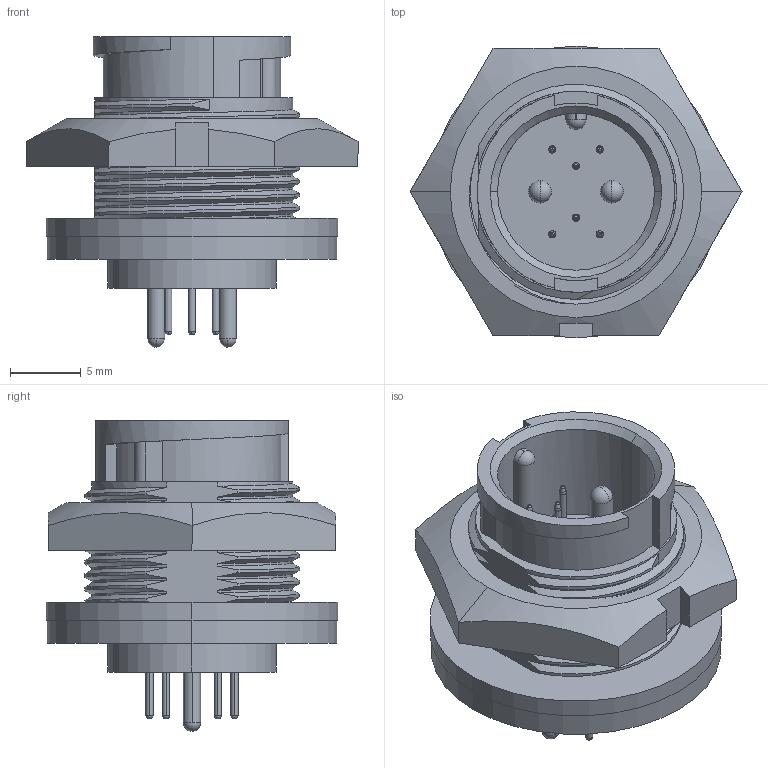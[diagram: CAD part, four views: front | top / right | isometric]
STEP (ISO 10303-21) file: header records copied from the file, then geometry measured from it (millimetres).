
FILE_DESCRIPTION (( 'STEP AP203' ), '1' );
FILE_NAME ('W7A81-8PG-300.STEP', '2018-03-09T16:16:28', ( '' ), ( '' ), 'SwSTEP 2.0', 'SolidWorks 2017', '' );
FILE_SCHEMA (( 'CONFIG_CONTROL_DESIGN' ));
Length unit declared in the file: inch
Products named in the file (1): W7A81-8PG-300
Bounding box: 23.46 x 20.62 x 21.97 mm (x, y, z)
Volume: 2909.2 mm3; surface area: 3017.9 mm2
Topology: 2 solids, 2 shells, 345 faces, 897 edges, 570 vertices
Faces by surface type: plane 93, cylinder 92, bspline 87, torus 37, sphere 20, cone 16
Entity records: 20242 total; most frequent: CARTESIAN_POINT 12512, ORIENTED_EDGE 1754, DIRECTION 1360, EDGE_CURVE 877, VERTEX_POINT 570, AXIS2_PLACEMENT_3D 499, EDGE_LOOP 381, VECTOR 362
